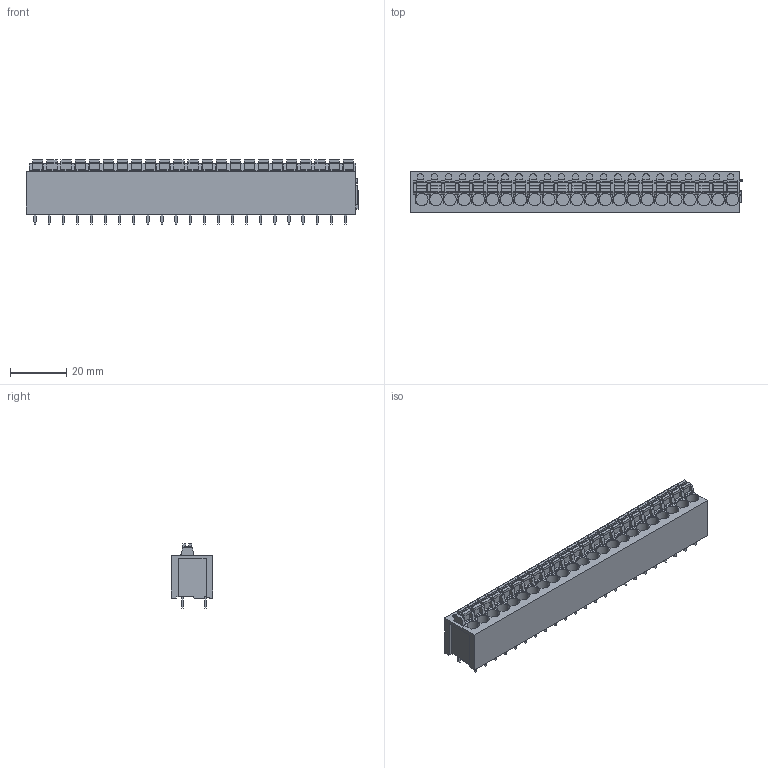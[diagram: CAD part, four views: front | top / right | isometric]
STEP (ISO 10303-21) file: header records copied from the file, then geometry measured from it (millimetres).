
FILE_DESCRIPTION(('CATIA V5 STEP Exchange','CAx-IF Rec.Pracs.--- Model Styling and Organization---1.2---2011-12-15'),'2;1');
FILE_NAME ('D1451078_0', '2018-09-07T10:17:02+00:00', ('none'), ('Weidmueller'), 'CATIA Version 5-6 Release 2014', 'CATIA V5 STEP AP214', 'none');
FILE_SCHEMA(('AUTOMOTIVE_DESIGN { 1 0 10303 214 1 1 1 1 }'));
Length unit declared in the file: millimetre
Products named in the file (1): 1330410000
Bounding box: 117.65 x 14.8 x 22.7 mm (x, y, z)
Volume: 24406.1 mm3; surface area: 14204.8 mm2
Topology: 70 solids, 70 shells, 1532 faces, 4029 edges, 2686 vertices
Faces by surface type: plane 1191, cylinder 341
Entity records: 41890 total; most frequent: ORIENTED_EDGE 8058, CARTESIAN_POINT 7620, DIRECTION 5262, EDGE_CURVE 4029, VECTOR 3278, LINE 3278, VERTEX_POINT 2686, EDGE_LOOP 1581
